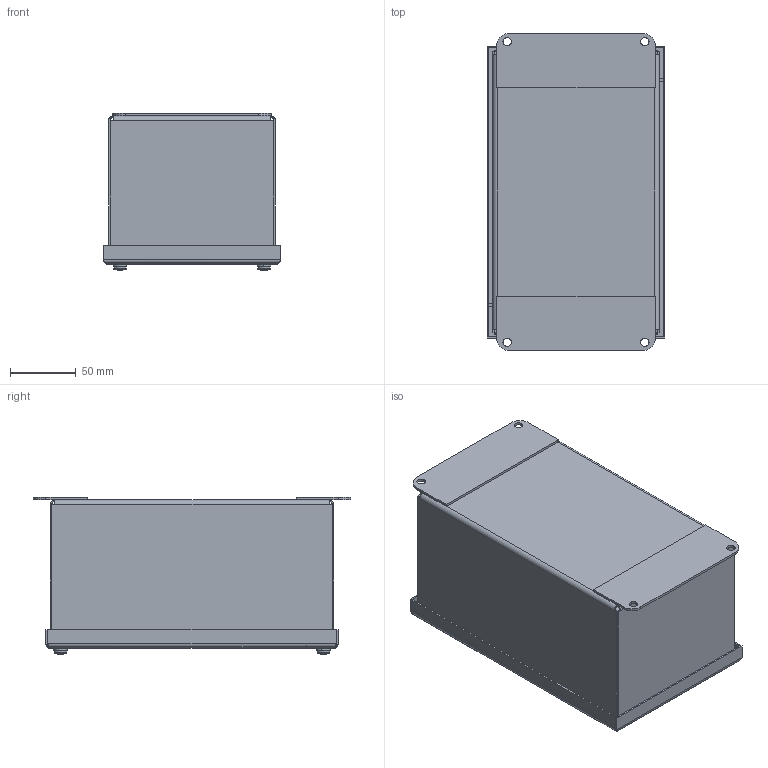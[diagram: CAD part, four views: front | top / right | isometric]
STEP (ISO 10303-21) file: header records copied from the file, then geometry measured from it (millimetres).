
FILE_DESCRIPTION (( 'STEP AP214' ), '1' );
FILE_NAME ('PBGX6SSA.STEP', '2021-09-23T18:48:01', ( '' ), ( '' ), 'SwSTEP 2.0', 'SolidWorks 2021', '' );
FILE_SCHEMA (( 'AUTOMOTIVE_DESIGN' ));
Length unit declared in the file: inch
Products named in the file (1): PBGX6SSA
Bounding box: 134.94 x 241.3 x 119.49 mm (x, y, z)
Volume: 231371 mm3; surface area: 341866.6 mm2
Topology: 25 solids, 27 shells, 928 faces, 2409 edges, 1546 vertices
Faces by surface type: plane 463, cylinder 313, cone 88, bspline 64
Entity records: 52405 total; most frequent: CARTESIAN_POINT 17960, ORIENTED_EDGE 4802, DIRECTION 4261, EDGE_CURVE 2401, VERTEX_POINT 1546, AXIS2_PLACEMENT_3D 1461, VECTOR 1339, LINE 1339
